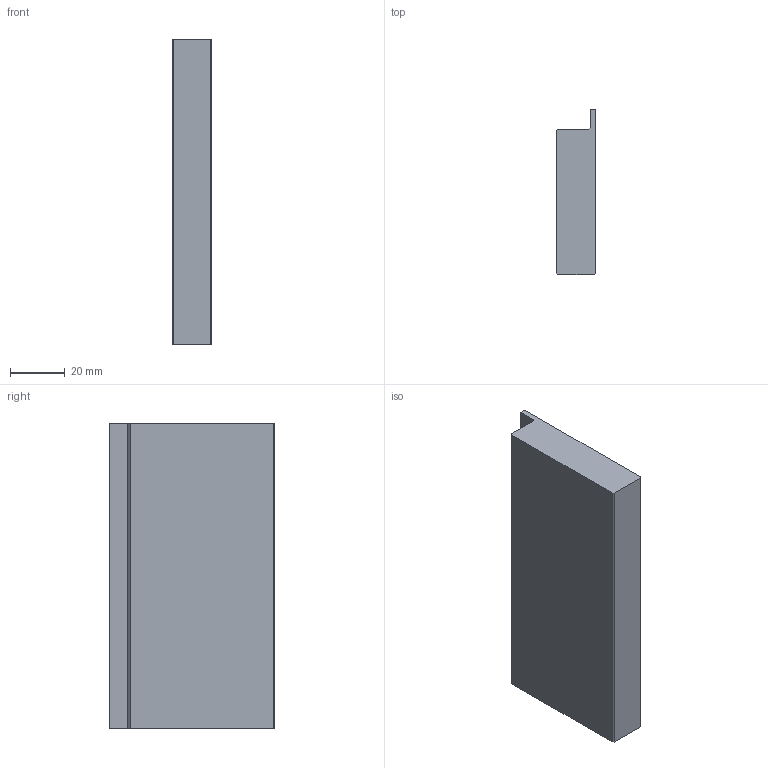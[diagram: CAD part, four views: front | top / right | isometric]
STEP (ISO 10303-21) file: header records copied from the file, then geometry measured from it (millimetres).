
FILE_DESCRIPTION((''),'2;1');
FILE_NAME('3d_11G350.stp','2012-10-03T13:25:49',(''),(''),'Mechanical Desktop 2011','Mechanical Desktop 2011',', , ');
FILE_SCHEMA(('CONFIG_CONTROL_DESIGN'));
Length unit declared in the file: millimetre
Products named in the file (1): Product
Bounding box: 14.5 x 60.4 x 111.5 mm (x, y, z)
Volume: 87504.2 mm3; surface area: 18141.7 mm2
Topology: 1 solids, 1 shells, 12 faces, 36 edges, 30 vertices
Faces by surface type: plane 12
Entity records: 486 total; most frequent: CARTESIAN_POINT 73, DIRECTION 64, ORIENTED_EDGE 60, VECTOR 34, LINE 34, EDGE_CURVE 30, VERTEX_POINT 20, AXIS2_PLACEMENT_3D 15
